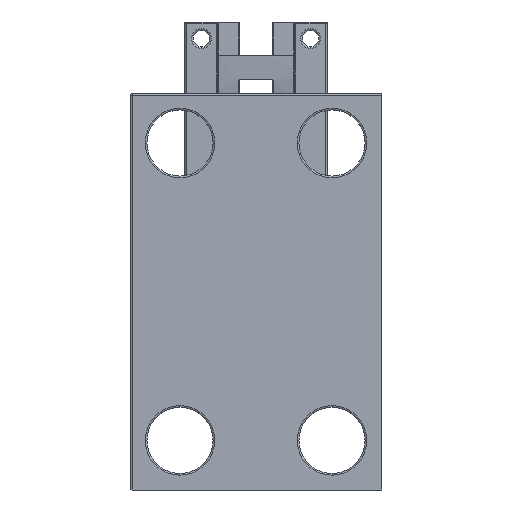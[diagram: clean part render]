
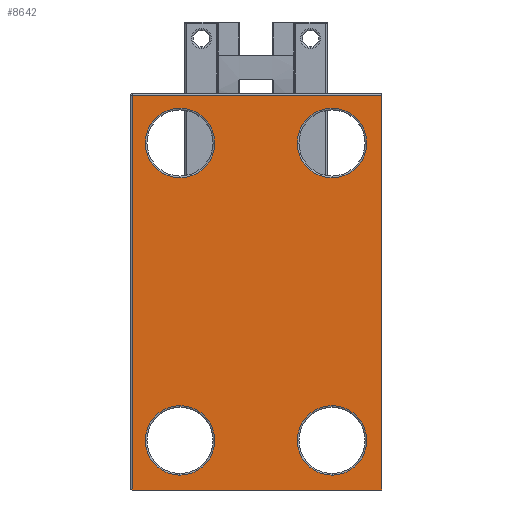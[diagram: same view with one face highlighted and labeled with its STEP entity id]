
A CAD part, front view. The second image highlights one B-rep face of the part: STEP entity #8642.
In plain terms, the highlighted planar face has unit normal (0, -1, 0).
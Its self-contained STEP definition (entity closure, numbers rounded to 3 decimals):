
#21 = EDGE_CURVE ( 'NONE', #6088, #10856, #10203, .T. ) ;
#125 = CARTESIAN_POINT ( 'NONE',  ( -59., -75.607, -91.391 ) ) ;
#126 = CARTESIAN_POINT ( 'NONE',  ( 1.5, -75.607, -76.391 ) ) ;
#155 = ORIENTED_EDGE ( 'NONE', *, *, #10716, .T. ) ;
#157 = DIRECTION ( 'NONE',  ( 0., 0., -1. ) ) ;
#264 = EDGE_CURVE ( 'NONE', #6805, #3274, #13666, .T. ) ;
#456 = CARTESIAN_POINT ( 'NONE',  ( -44.5, -75.607, -76.391 ) ) ;
#519 = DIRECTION ( 'NONE',  ( 0., 1., 0. ) ) ;
#685 = VERTEX_POINT ( 'NONE', #1899 ) ;
#1221 = VERTEX_POINT ( 'NONE', #6176 ) ;
#1429 = CARTESIAN_POINT ( 'NONE',  ( 1.5, -75.607, 24.109 ) ) ;
#1526 = CARTESIAN_POINT ( 'NONE',  ( -44.5, -75.607, 24.109 ) ) ;
#1641 = EDGE_CURVE ( 'NONE', #8861, #11171, #5229, .T. ) ;
#1899 = CARTESIAN_POINT ( 'NONE',  ( -59., -75.607, 28.109 ) ) ;
#1958 = VECTOR ( 'NONE', #14763, 1000. ) ;
#2065 = AXIS2_PLACEMENT_3D ( 'NONE', #13783, #3707, #7666 ) ;
#2235 = CIRCLE ( 'NONE', #14915, 10.5 ) ;
#2375 = EDGE_CURVE ( 'NONE', #6163, #685, #12459, .T. ) ;
#2405 = CARTESIAN_POINT ( 'NONE',  ( -59.5, -75.607, 28.109 ) ) ;
#2408 = LINE ( 'NONE', #16228, #14225 ) ;
#2484 = ORIENTED_EDGE ( 'NONE', *, *, #2375, .T. ) ;
#2530 = CARTESIAN_POINT ( 'NONE',  ( 16.5, -75.607, 28.109 ) ) ;
#2549 = FACE_BOUND ( 'NONE', #2823, .T. ) ;
#2702 = DIRECTION ( 'NONE',  ( 0., 1., 0. ) ) ;
#2823 = EDGE_LOOP ( 'NONE', ( #7348, #6623 ) ) ;
#3103 = DIRECTION ( 'NONE',  ( 0., 0., -1. ) ) ;
#3274 = VERTEX_POINT ( 'NONE', #15655 ) ;
#3416 = CARTESIAN_POINT ( 'NONE',  ( 16.5, -75.607, -91.391 ) ) ;
#3445 = CARTESIAN_POINT ( 'NONE',  ( 1.5, -75.607, -65.891 ) ) ;
#3477 = AXIS2_PLACEMENT_3D ( 'NONE', #10693, #519, #3103 ) ;
#3707 = DIRECTION ( 'NONE',  ( 0., -1., 0. ) ) ;
#3743 = DIRECTION ( 'NONE',  ( 0., 0., -1. ) ) ;
#4049 = DIRECTION ( 'NONE',  ( 0., 1., 0. ) ) ;
#4154 = AXIS2_PLACEMENT_3D ( 'NONE', #15428, #15995, #9614 ) ;
#4461 = AXIS2_PLACEMENT_3D ( 'NONE', #126, #2702, #8974 ) ;
#4582 = LINE ( 'NONE', #5890, #1958 ) ;
#4949 = DIRECTION ( 'NONE',  ( 0., 1., 0. ) ) ;
#4978 = CARTESIAN_POINT ( 'NONE',  ( 1.5, -75.607, 13.609 ) ) ;
#5229 = CIRCLE ( 'NONE', #4461, 10.5 ) ;
#5631 = CIRCLE ( 'NONE', #13854, 10.5 ) ;
#5877 = ORIENTED_EDGE ( 'NONE', *, *, #14859, .T. ) ;
#5890 = CARTESIAN_POINT ( 'NONE',  ( -59., -75.607, -91.391 ) ) ;
#5894 = ORIENTED_EDGE ( 'NONE', *, *, #12664, .T. ) ;
#5980 = CARTESIAN_POINT ( 'NONE',  ( 1.5, -75.607, -76.391 ) ) ;
#6088 = VERTEX_POINT ( 'NONE', #11102 ) ;
#6163 = VERTEX_POINT ( 'NONE', #2530 ) ;
#6176 = CARTESIAN_POINT ( 'NONE',  ( -44.5, -75.607, 3.109 ) ) ;
#6291 = ORIENTED_EDGE ( 'NONE', *, *, #1641, .T. ) ;
#6446 = CARTESIAN_POINT ( 'NONE',  ( -44.5, -75.607, 13.609 ) ) ;
#6553 = EDGE_LOOP ( 'NONE', ( #6291, #5894 ) ) ;
#6623 = ORIENTED_EDGE ( 'NONE', *, *, #264, .T. ) ;
#6673 = DIRECTION ( 'NONE',  ( 0., 1., 0. ) ) ;
#6688 = CIRCLE ( 'NONE', #8267, 10.5 ) ;
#6805 = VERTEX_POINT ( 'NONE', #1429 ) ;
#6927 = VERTEX_POINT ( 'NONE', #1526 ) ;
#6941 = DIRECTION ( 'NONE',  ( 1., 0., 0. ) ) ;
#7348 = ORIENTED_EDGE ( 'NONE', *, *, #16004, .T. ) ;
#7440 = DIRECTION ( 'NONE',  ( 0., 0., 1. ) ) ;
#7666 = DIRECTION ( 'NONE',  ( 0., 0., -1. ) ) ;
#7675 = VERTEX_POINT ( 'NONE', #125 ) ;
#8014 = EDGE_LOOP ( 'NONE', ( #5877, #16242 ) ) ;
#8267 = AXIS2_PLACEMENT_3D ( 'NONE', #6446, #4049, #157 ) ;
#8368 = VECTOR ( 'NONE', #8845, 1000. ) ;
#8642 = ADVANCED_FACE ( 'NONE', ( #15195, #11287, #2549, #13622, #15110 ), #15035, .T. ) ;
#8845 = DIRECTION ( 'NONE',  ( -1., 0., 0. ) ) ;
#8861 = VERTEX_POINT ( 'NONE', #9537 ) ;
#8974 = DIRECTION ( 'NONE',  ( 0., 0., -1. ) ) ;
#9537 = CARTESIAN_POINT ( 'NONE',  ( 1.5, -75.607, -86.891 ) ) ;
#9614 = DIRECTION ( 'NONE',  ( 0., 0., -1. ) ) ;
#10203 = CIRCLE ( 'NONE', #4154, 10.5 ) ;
#10221 = ORIENTED_EDGE ( 'NONE', *, *, #16306, .T. ) ;
#10389 = EDGE_CURVE ( 'NONE', #685, #7675, #4582, .T. ) ;
#10693 = CARTESIAN_POINT ( 'NONE',  ( 1.5, -75.607, 13.609 ) ) ;
#10716 = EDGE_CURVE ( 'NONE', #7675, #13973, #15789, .T. ) ;
#10856 = VERTEX_POINT ( 'NONE', #14958 ) ;
#10939 = DIRECTION ( 'NONE',  ( 0., 1., 0. ) ) ;
#11102 = CARTESIAN_POINT ( 'NONE',  ( -44.5, -75.607, -65.891 ) ) ;
#11161 = EDGE_LOOP ( 'NONE', ( #13345, #14922 ) ) ;
#11171 = VERTEX_POINT ( 'NONE', #3445 ) ;
#11218 = CARTESIAN_POINT ( 'NONE',  ( -44.5, -75.607, 13.609 ) ) ;
#11287 = FACE_BOUND ( 'NONE', #6553, .T. ) ;
#11696 = DIRECTION ( 'NONE',  ( 0., 0., -1. ) ) ;
#12168 = EDGE_CURVE ( 'NONE', #6927, #1221, #6688, .T. ) ;
#12459 = LINE ( 'NONE', #2405, #8368 ) ;
#12664 = EDGE_CURVE ( 'NONE', #11171, #8861, #13295, .T. ) ;
#12853 = AXIS2_PLACEMENT_3D ( 'NONE', #4978, #15072, #3743 ) ;
#13216 = CARTESIAN_POINT ( 'NONE',  ( -59.5, -75.607, -91.391 ) ) ;
#13295 = CIRCLE ( 'NONE', #13557, 10.5 ) ;
#13345 = ORIENTED_EDGE ( 'NONE', *, *, #14197, .T. ) ;
#13557 = AXIS2_PLACEMENT_3D ( 'NONE', #5980, #10939, #15841 ) ;
#13622 = FACE_BOUND ( 'NONE', #11161, .T. ) ;
#13666 = CIRCLE ( 'NONE', #12853, 10.5 ) ;
#13671 = ORIENTED_EDGE ( 'NONE', *, *, #10389, .T. ) ;
#13783 = CARTESIAN_POINT ( 'NONE',  ( 0., -75.607, 0. ) ) ;
#13854 = AXIS2_PLACEMENT_3D ( 'NONE', #11218, #4949, #15049 ) ;
#13973 = VERTEX_POINT ( 'NONE', #3416 ) ;
#14197 = EDGE_CURVE ( 'NONE', #1221, #6927, #5631, .T. ) ;
#14225 = VECTOR ( 'NONE', #7440, 1000. ) ;
#14763 = DIRECTION ( 'NONE',  ( 0., 0., -1. ) ) ;
#14859 = EDGE_CURVE ( 'NONE', #10856, #6088, #2235, .T. ) ;
#14915 = AXIS2_PLACEMENT_3D ( 'NONE', #456, #6673, #11696 ) ;
#14922 = ORIENTED_EDGE ( 'NONE', *, *, #12168, .T. ) ;
#14958 = CARTESIAN_POINT ( 'NONE',  ( -44.5, -75.607, -86.891 ) ) ;
#15035 = PLANE ( 'NONE',  #2065 ) ;
#15049 = DIRECTION ( 'NONE',  ( 0., 0., -1. ) ) ;
#15072 = DIRECTION ( 'NONE',  ( 0., 1., 0. ) ) ;
#15096 = VECTOR ( 'NONE', #6941, 1000. ) ;
#15110 = FACE_OUTER_BOUND ( 'NONE', #15171, .T. ) ;
#15171 = EDGE_LOOP ( 'NONE', ( #2484, #13671, #155, #10221 ) ) ;
#15195 = FACE_BOUND ( 'NONE', #8014, .T. ) ;
#15428 = CARTESIAN_POINT ( 'NONE',  ( -44.5, -75.607, -76.391 ) ) ;
#15616 = CIRCLE ( 'NONE', #3477, 10.5 ) ;
#15655 = CARTESIAN_POINT ( 'NONE',  ( 1.5, -75.607, 3.109 ) ) ;
#15789 = LINE ( 'NONE', #13216, #15096 ) ;
#15841 = DIRECTION ( 'NONE',  ( 0., 0., -1. ) ) ;
#15995 = DIRECTION ( 'NONE',  ( 0., 1., 0. ) ) ;
#16004 = EDGE_CURVE ( 'NONE', #3274, #6805, #15616, .T. ) ;
#16228 = CARTESIAN_POINT ( 'NONE',  ( 16.5, -75.607, 28.609 ) ) ;
#16242 = ORIENTED_EDGE ( 'NONE', *, *, #21, .T. ) ;
#16306 = EDGE_CURVE ( 'NONE', #13973, #6163, #2408, .T. ) ;
